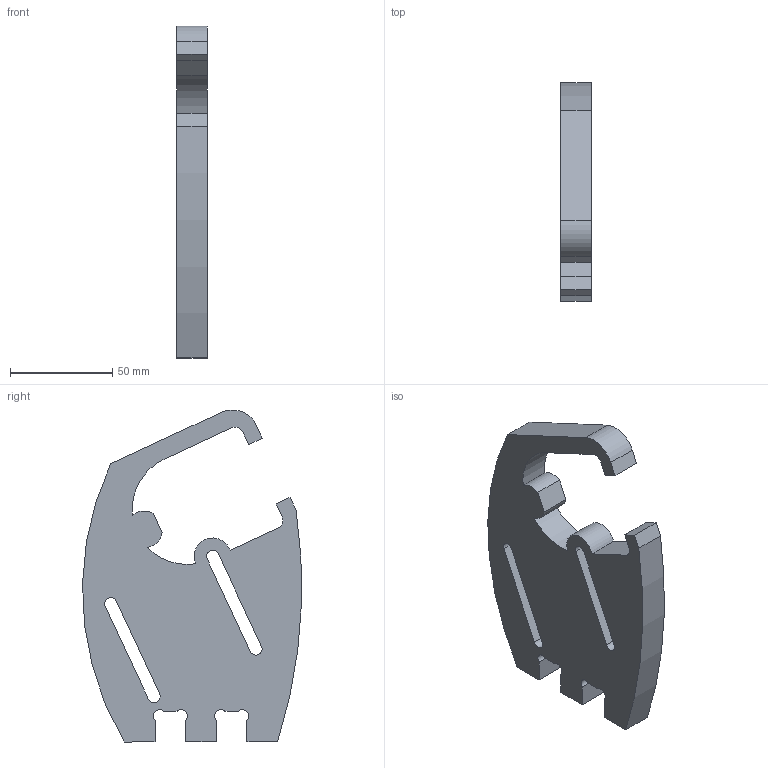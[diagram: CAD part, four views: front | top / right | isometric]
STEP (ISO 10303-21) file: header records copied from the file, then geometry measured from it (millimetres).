
FILE_DESCRIPTION(/* description */ (''),/* implementation_level */ '2;1');
FILE_NAME(/* name */ 'Fdler Basis.step',/* time_stamp */ '2024-07-27T21:54:38+02:00',/* author */ (''),/* organization */ (''),/* preprocessor_version */ 'ST-DEVELOPER v20',/* originating_system */ 'Autodesk Translation Framework v13.14.0.145',/* authorisation */ '');
FILE_SCHEMA (('AUTOMOTIVE_DESIGN { 1 0 10303 214 3 1 1 }'));
Length unit declared in the file: millimetre
Products named in the file (2): Fädler MB; Fädler Basis2
Assembly tree (1 placements, depth 2):
  Fädler MB
    Fädler Basis2
Bounding box: 15 x 107.15 x 162.49 mm (x, y, z)
Volume: 152052.9 mm3; surface area: 34541 mm2
Topology: 1 solids, 1 shells, 55 faces, 159 edges, 106 vertices
Faces by surface type: plane 33, cylinder 22
Entity records: 1885 total; most frequent: CARTESIAN_POINT 323, DIRECTION 319, ORIENTED_EDGE 318, EDGE_CURVE 159, LINE 115, VECTOR 115, VERTEX_POINT 106, AXIS2_PLACEMENT_3D 102
